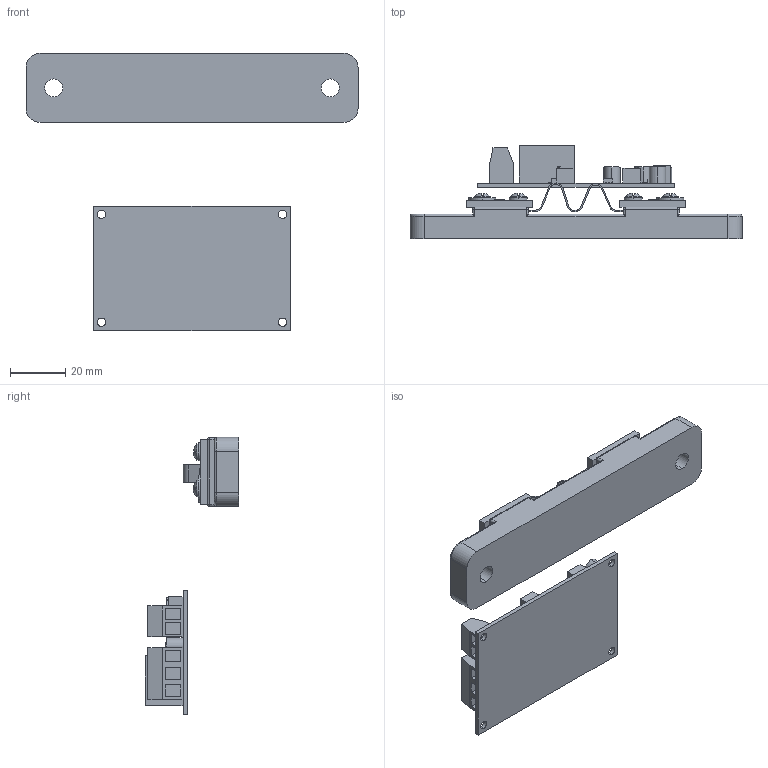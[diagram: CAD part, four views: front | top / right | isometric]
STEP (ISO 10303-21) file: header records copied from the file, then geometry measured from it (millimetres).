
FILE_DESCRIPTION (( 'STEP AP214' ), '1' );
FILE_NAME ('SRCN-C420-1_3D.step', '2023-09-13T23:37:07', ( '' ), ( '' ), 'SwSTEP 2.0', 'SolidWorks 2022', '' );
FILE_SCHEMA (( 'AUTOMOTIVE_DESIGN' ));
Length unit declared in the file: inch
Products named in the file (1): SRCN-C420-1_3D
Bounding box: 120 x 33.92 x 100.25 mm (x, y, z)
Volume: 44956.1 mm3; surface area: 21992.6 mm2
Topology: 2 solids, 2 shells, 514 faces, 1285 edges, 834 vertices
Faces by surface type: plane 369, cylinder 129, sphere 12, torus 4
Entity records: 21690 total; most frequent: CARTESIAN_POINT 2638, DIRECTION 2593, ORIENTED_EDGE 2538, EDGE_CURVE 1269, LINE 959, VECTOR 959, VERTEX_POINT 830, AXIS2_PLACEMENT_3D 817
